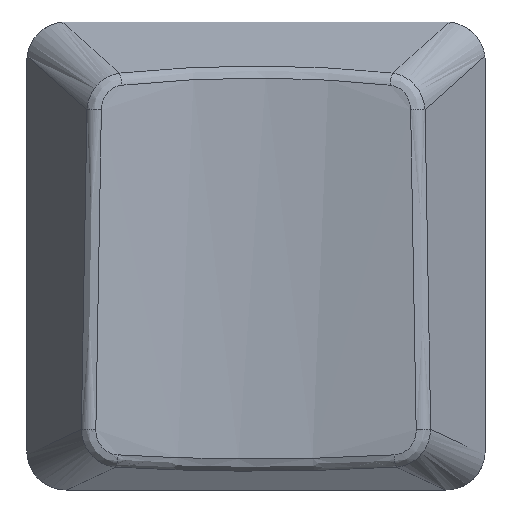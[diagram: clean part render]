
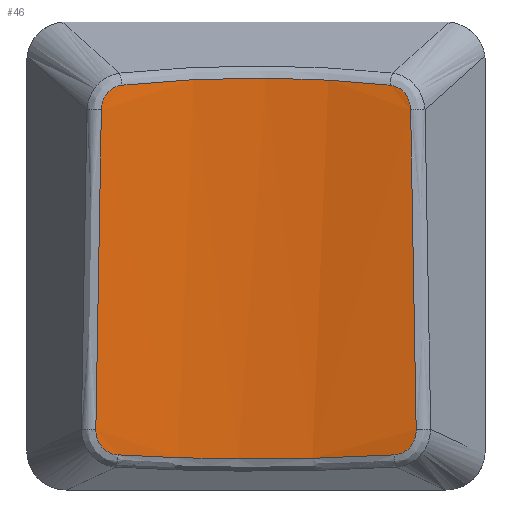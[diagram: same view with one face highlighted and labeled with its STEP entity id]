
A CAD part, top view. The second image highlights one B-rep face of the part: STEP entity #46.
In plain terms, the highlighted free-form (B-spline) face has degree [1, 2] with [2, 5] control points.
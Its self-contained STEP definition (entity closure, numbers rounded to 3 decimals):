
#46=ADVANCED_FACE('',(#146),#1465,.T.);
#146=FACE_OUTER_BOUND('',#247,.T.);
#247=EDGE_LOOP('',(#474,#475,#476,#477,#478,#479,#480,#481));
#474=ORIENTED_EDGE('',*,*,#894,.T.);
#475=ORIENTED_EDGE('',*,*,#877,.F.);
#476=ORIENTED_EDGE('',*,*,#884,.T.);
#477=ORIENTED_EDGE('',*,*,#873,.T.);
#478=ORIENTED_EDGE('',*,*,#887,.T.);
#479=ORIENTED_EDGE('',*,*,#881,.F.);
#480=ORIENTED_EDGE('',*,*,#891,.T.);
#481=ORIENTED_EDGE('',*,*,#875,.T.);
#873=EDGE_CURVE('',#1349,#1350,#1268,.T.);
#875=EDGE_CURVE('',#1348,#1346,#1270,.T.);
#877=EDGE_CURVE('',#1353,#1347,#1272,.T.);
#881=EDGE_CURVE('',#1351,#1352,#1276,.T.);
#884=EDGE_CURVE('',#1353,#1349,#1279,.T.);
#887=EDGE_CURVE('',#1350,#1352,#1282,.T.);
#891=EDGE_CURVE('',#1351,#1348,#1286,.T.);
#894=EDGE_CURVE('',#1346,#1347,#1289,.T.);
#1268=(
BOUNDED_CURVE()
B_SPLINE_CURVE(3,(#2498,#2499,#2500,#2501),.UNSPECIFIED.,.F.,.F.)
B_SPLINE_CURVE_WITH_KNOTS((4,4),(-0.153,12.084),
 .UNSPECIFIED.)
CURVE()
GEOMETRIC_REPRESENTATION_ITEM()
RATIONAL_B_SPLINE_CURVE((1.,1.,1.,1.))
REPRESENTATION_ITEM('')
);
#1270=(
BOUNDED_CURVE()
B_SPLINE_CURVE(3,(#2506,#2507,#2508,#2509),.UNSPECIFIED.,.F.,.F.)
B_SPLINE_CURVE_WITH_KNOTS((4,4),(-0.103,12.134),
 .UNSPECIFIED.)
CURVE()
GEOMETRIC_REPRESENTATION_ITEM()
RATIONAL_B_SPLINE_CURVE((1.,1.,1.,1.))
REPRESENTATION_ITEM('')
);
#1272=(
BOUNDED_CURVE()
B_SPLINE_CURVE(3,(#2513,#2514,#2515,#2516,#2517,#2518,#2519),
 .UNSPECIFIED.,.F.,.F.)
B_SPLINE_CURVE_WITH_KNOTS((4,3,4),(-0.081,5.193,
10.467),.UNSPECIFIED.)
CURVE()
GEOMETRIC_REPRESENTATION_ITEM()
RATIONAL_B_SPLINE_CURVE((1.,1.,1.,1.,1.,1.,1.))
REPRESENTATION_ITEM('')
);
#1276=(
BOUNDED_CURVE()
B_SPLINE_CURVE(3,(#2533,#2534,#2535,#2536,#2537,#2538,#2539),
 .UNSPECIFIED.,.F.,.F.)
B_SPLINE_CURVE_WITH_KNOTS((4,3,4),(-0.111,5.314,10.738),
 .UNSPECIFIED.)
CURVE()
GEOMETRIC_REPRESENTATION_ITEM()
RATIONAL_B_SPLINE_CURVE((1.,1.,1.,1.,1.,
1.,1.))
REPRESENTATION_ITEM('')
);
#1279=(
BOUNDED_CURVE()
B_SPLINE_CURVE(3,(#2550,#2551,#2552,#2553,#2554,#2555,#2556),
 .UNSPECIFIED.,.F.,.F.)
B_SPLINE_CURVE_WITH_KNOTS((4,1,1,1,4),(0.076,0.409,
0.752,1.102,1.448),.UNSPECIFIED.)
CURVE()
GEOMETRIC_REPRESENTATION_ITEM()
RATIONAL_B_SPLINE_CURVE((1.,1.,1.,1.,1.,1.,
1.))
REPRESENTATION_ITEM('')
);
#1282=(
BOUNDED_CURVE()
B_SPLINE_CURVE(3,(#2567,#2568,#2569,#2570,#2571,#2572,#2573),
 .UNSPECIFIED.,.F.,.F.)
B_SPLINE_CURVE_WITH_KNOTS((4,1,1,1,4),(0.095,0.449,
0.82,1.193,1.556),.UNSPECIFIED.)
CURVE()
GEOMETRIC_REPRESENTATION_ITEM()
RATIONAL_B_SPLINE_CURVE((1.,1.,1.,1.,1.,1.,
1.))
REPRESENTATION_ITEM('')
);
#1286=(
BOUNDED_CURVE()
B_SPLINE_CURVE(3,(#2587,#2588,#2589,#2590,#2591,#2592,#2593),
 .UNSPECIFIED.,.F.,.F.)
B_SPLINE_CURVE_WITH_KNOTS((4,1,1,1,4),(0.103,0.467,
0.84,1.21,1.565),.UNSPECIFIED.)
CURVE()
GEOMETRIC_REPRESENTATION_ITEM()
RATIONAL_B_SPLINE_CURVE((1.,1.,1.,1.,1.,1.,1.))
REPRESENTATION_ITEM('')
);
#1289=(
BOUNDED_CURVE()
B_SPLINE_CURVE(3,(#2604,#2605,#2606,#2607,#2608,#2609,#2610),
 .UNSPECIFIED.,.F.,.F.)
B_SPLINE_CURVE_WITH_KNOTS((4,1,1,1,4),(0.143,0.488,
0.838,1.182,1.514),.UNSPECIFIED.)
CURVE()
GEOMETRIC_REPRESENTATION_ITEM()
RATIONAL_B_SPLINE_CURVE((1.,1.,1.,1.,1.,1.,
1.))
REPRESENTATION_ITEM('')
);
#1346=VERTEX_POINT('',#2092);
#1347=VERTEX_POINT('',#2093);
#1348=VERTEX_POINT('',#2094);
#1349=VERTEX_POINT('',#2095);
#1350=VERTEX_POINT('',#2096);
#1351=VERTEX_POINT('',#2097);
#1352=VERTEX_POINT('',#2098);
#1353=VERTEX_POINT('',#2099);
#1465=(
BOUNDED_SURFACE()
B_SPLINE_SURFACE(1,2,((#1767,#1768,#1769,#1770,#1771),(#1772,#1773,#1774,
#1775,#1776)),.UNSPECIFIED.,.F.,.F.,.F.)
B_SPLINE_SURFACE_WITH_KNOTS((2,2),(3,2,3),(1.036,15.905),
(71.837,78.54,85.243),.UNSPECIFIED.)
GEOMETRIC_REPRESENTATION_ITEM()
RATIONAL_B_SPLINE_SURFACE(((0.917,0.95,1.,0.95,
0.917),(0.917,0.95,1.,0.95,
0.917)))
REPRESENTATION_ITEM('')
SURFACE()
);
#1767=CARTESIAN_POINT('',(6.251,-7.942,7.63));
#1768=CARTESIAN_POINT('',(3.176,-7.915,6.836));
#1769=CARTESIAN_POINT('',(0.,-7.915,6.836));
#1770=CARTESIAN_POINT('',(-3.176,-7.915,6.836));
#1771=CARTESIAN_POINT('',(-6.251,-7.942,7.63));
#1772=CARTESIAN_POINT('',(6.251,6.917,8.149));
#1773=CARTESIAN_POINT('',(3.176,6.945,7.355));
#1774=CARTESIAN_POINT('',(0.,6.945,7.355));
#1775=CARTESIAN_POINT('',(-3.176,6.945,7.355));
#1776=CARTESIAN_POINT('',(-6.251,6.917,8.149));
#2092=CARTESIAN_POINT('',(5.915,5.581,8.018));
#2093=CARTESIAN_POINT('',(5.126,6.525,7.872));
#2094=CARTESIAN_POINT('',(6.126,-6.648,7.643));
#2095=CARTESIAN_POINT('',(-5.915,5.581,8.018));
#2096=CARTESIAN_POINT('',(-6.126,-6.648,7.643));
#2097=CARTESIAN_POINT('',(5.275,-7.613,7.41));
#2098=CARTESIAN_POINT('',(-5.275,-7.613,7.41));
#2099=CARTESIAN_POINT('',(-5.126,6.525,7.872));
#2498=CARTESIAN_POINT('',(-5.915,5.581,8.018));
#2499=CARTESIAN_POINT('',(-5.985,1.505,7.892));
#2500=CARTESIAN_POINT('',(-6.056,-2.572,7.768));
#2501=CARTESIAN_POINT('',(-6.126,-6.648,7.643));
#2506=CARTESIAN_POINT('',(6.126,-6.648,7.643));
#2507=CARTESIAN_POINT('',(6.056,-2.572,7.768));
#2508=CARTESIAN_POINT('',(5.985,1.505,7.892));
#2509=CARTESIAN_POINT('',(5.915,5.581,8.018));
#2513=CARTESIAN_POINT('',(-5.126,6.525,7.872));
#2514=CARTESIAN_POINT('',(-3.447,6.707,7.526));
#2515=CARTESIAN_POINT('',(-1.723,6.799,7.35));
#2516=CARTESIAN_POINT('',(0.,6.799,7.35));
#2517=CARTESIAN_POINT('',(1.723,6.799,7.35));
#2518=CARTESIAN_POINT('',(3.447,6.707,7.526));
#2519=CARTESIAN_POINT('',(5.126,6.525,7.872));
#2533=CARTESIAN_POINT('',(5.275,-7.613,7.41));
#2534=CARTESIAN_POINT('',(3.545,-7.716,7.033));
#2535=CARTESIAN_POINT('',(1.773,-7.769,6.841));
#2536=CARTESIAN_POINT('',(0.,-7.769,6.841));
#2537=CARTESIAN_POINT('',(-1.773,-7.769,6.841));
#2538=CARTESIAN_POINT('',(-3.545,-7.716,7.033));
#2539=CARTESIAN_POINT('',(-5.275,-7.613,7.41));
#2550=CARTESIAN_POINT('',(-5.126,6.525,7.872));
#2551=CARTESIAN_POINT('',(-5.232,6.514,7.894));
#2552=CARTESIAN_POINT('',(-5.444,6.451,7.937));
#2553=CARTESIAN_POINT('',(-5.707,6.235,7.99));
#2554=CARTESIAN_POINT('',(-5.874,5.928,8.02));
#2555=CARTESIAN_POINT('',(-5.913,5.696,8.021));
#2556=CARTESIAN_POINT('',(-5.915,5.581,8.018));
#2567=CARTESIAN_POINT('',(-6.126,-6.648,7.643));
#2568=CARTESIAN_POINT('',(-6.128,-6.766,7.639));
#2569=CARTESIAN_POINT('',(-6.093,-7.008,7.622));
#2570=CARTESIAN_POINT('',(-5.913,-7.328,7.566));
#2571=CARTESIAN_POINT('',(-5.623,-7.548,7.489));
#2572=CARTESIAN_POINT('',(-5.391,-7.606,7.435));
#2573=CARTESIAN_POINT('',(-5.275,-7.613,7.41));
#2587=CARTESIAN_POINT('',(5.275,-7.613,7.41));
#2588=CARTESIAN_POINT('',(5.391,-7.606,7.435));
#2589=CARTESIAN_POINT('',(5.623,-7.548,7.489));
#2590=CARTESIAN_POINT('',(5.913,-7.328,7.566));
#2591=CARTESIAN_POINT('',(6.093,-7.008,7.622));
#2592=CARTESIAN_POINT('',(6.128,-6.766,7.639));
#2593=CARTESIAN_POINT('',(6.126,-6.648,7.643));
#2604=CARTESIAN_POINT('',(5.915,5.581,8.018));
#2605=CARTESIAN_POINT('',(5.913,5.696,8.021));
#2606=CARTESIAN_POINT('',(5.874,5.928,8.02));
#2607=CARTESIAN_POINT('',(5.707,6.235,7.99));
#2608=CARTESIAN_POINT('',(5.444,6.451,7.937));
#2609=CARTESIAN_POINT('',(5.232,6.514,7.894));
#2610=CARTESIAN_POINT('',(5.126,6.525,7.872));
